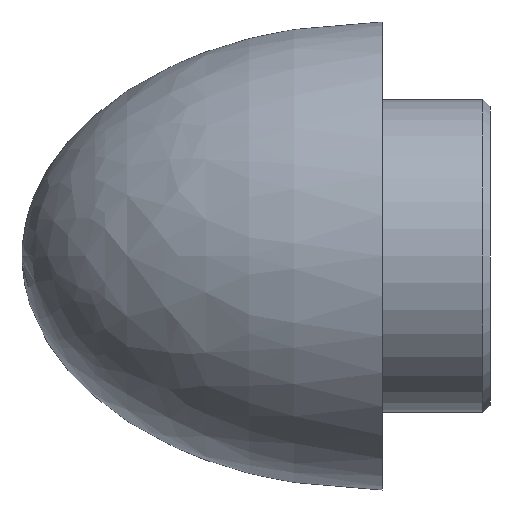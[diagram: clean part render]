
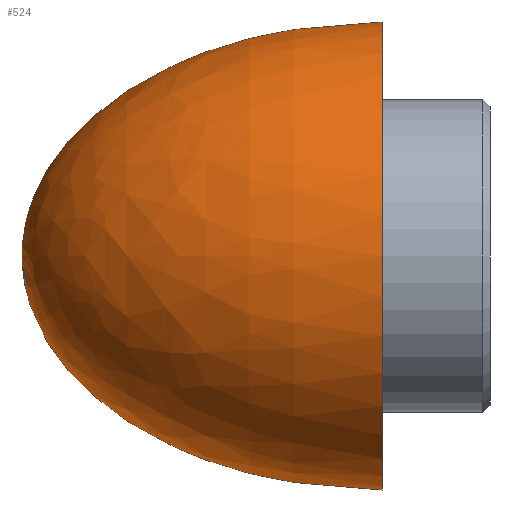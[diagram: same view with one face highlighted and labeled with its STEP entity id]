
A CAD part, left-side view. The second image highlights one B-rep face of the part: STEP entity #524.
In plain terms, the highlighted free-form (B-spline) face has degree [2, 2] with [3, 9] control points.
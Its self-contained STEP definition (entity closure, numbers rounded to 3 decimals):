
#15=ELLIPSE('',#601,50.,32.5);
#22=(
BOUNDED_SURFACE()
B_SPLINE_SURFACE(2,2,((#1549,#1550,#1551,#1552,#1553,#1554,#1555,#1556,
#1557),(#1558,#1559,#1560,#1561,#1562,#1563,#1564,#1565,#1566),(#1567,#1568,
#1569,#1570,#1571,#1572,#1573,#1574,#1575)),.UNSPECIFIED.,.F.,.T.,.F.)
B_SPLINE_SURFACE_WITH_KNOTS((3,3),(3,2,2,2,3),(-1.571,0.),(0.,
1.571,3.142,4.712,6.283),
 .UNSPECIFIED.)
GEOMETRIC_REPRESENTATION_ITEM()
RATIONAL_B_SPLINE_SURFACE(((1.,0.707,1.,0.707,1.,
0.707,1.,0.707,1.),(0.707,0.5,0.707,
0.5,0.707,0.5,0.707,0.5,0.707),(1.,
0.707,1.,0.707,1.,0.707,1.,0.707,
1.)))
REPRESENTATION_ITEM('')
SURFACE()
);
#98=FACE_OUTER_BOUND('',#134,.T.);
#134=EDGE_LOOP('',(#480,#481,#482));
#203=CIRCLE('',#602,32.5);
#249=VERTEX_POINT('',#1576);
#250=VERTEX_POINT('',#1577);
#327=EDGE_CURVE('',#249,#250,#15,.T.);
#328=EDGE_CURVE('',#249,#249,#203,.T.);
#480=ORIENTED_EDGE('',*,*,#327,.T.);
#481=ORIENTED_EDGE('',*,*,#327,.F.);
#482=ORIENTED_EDGE('',*,*,#328,.F.);
#524=ADVANCED_FACE('',(#98),#22,.T.);
#601=AXIS2_PLACEMENT_3D('',#1578,#762,#763);
#602=AXIS2_PLACEMENT_3D('',#1579,#764,#765);
#762=DIRECTION('center_axis',(0.,0.,1.));
#763=DIRECTION('ref_axis',(0.,1.,0.));
#764=DIRECTION('center_axis',(0.,-1.,0.));
#765=DIRECTION('ref_axis',(1.,0.,0.));
#1549=CARTESIAN_POINT('Ctrl Pts',(32.5,0.,0.));
#1550=CARTESIAN_POINT('Ctrl Pts',(32.5,0.,32.5));
#1551=CARTESIAN_POINT('Ctrl Pts',(0.,0.,32.5));
#1552=CARTESIAN_POINT('Ctrl Pts',(-32.5,0.,32.5));
#1553=CARTESIAN_POINT('Ctrl Pts',(-32.5,0.,0.));
#1554=CARTESIAN_POINT('Ctrl Pts',(-32.5,0.,-32.5));
#1555=CARTESIAN_POINT('Ctrl Pts',(0.,0.,-32.5));
#1556=CARTESIAN_POINT('Ctrl Pts',(32.5,0.,-32.5));
#1557=CARTESIAN_POINT('Ctrl Pts',(32.5,0.,0.));
#1558=CARTESIAN_POINT('Ctrl Pts',(32.5,50.,0.));
#1559=CARTESIAN_POINT('Ctrl Pts',(32.5,50.,32.5));
#1560=CARTESIAN_POINT('Ctrl Pts',(0.,50.,32.5));
#1561=CARTESIAN_POINT('Ctrl Pts',(-32.5,50.,32.5));
#1562=CARTESIAN_POINT('Ctrl Pts',(-32.5,50.,0.));
#1563=CARTESIAN_POINT('Ctrl Pts',(-32.5,50.,-32.5));
#1564=CARTESIAN_POINT('Ctrl Pts',(0.,50.,-32.5));
#1565=CARTESIAN_POINT('Ctrl Pts',(32.5,50.,-32.5));
#1566=CARTESIAN_POINT('Ctrl Pts',(32.5,50.,0.));
#1567=CARTESIAN_POINT('Ctrl Pts',(0.,50.,0.));
#1568=CARTESIAN_POINT('Ctrl Pts',(0.,50.,0.));
#1569=CARTESIAN_POINT('Ctrl Pts',(0.,50.,0.));
#1570=CARTESIAN_POINT('Ctrl Pts',(0.,50.,0.));
#1571=CARTESIAN_POINT('Ctrl Pts',(0.,50.,0.));
#1572=CARTESIAN_POINT('Ctrl Pts',(0.,50.,0.));
#1573=CARTESIAN_POINT('Ctrl Pts',(0.,50.,0.));
#1574=CARTESIAN_POINT('Ctrl Pts',(0.,50.,0.));
#1575=CARTESIAN_POINT('Ctrl Pts',(0.,50.,0.));
#1576=CARTESIAN_POINT('',(32.5,0.,0.));
#1577=CARTESIAN_POINT('',(0.,50.,0.));
#1578=CARTESIAN_POINT('Origin',(0.,0.,0.));
#1579=CARTESIAN_POINT('Origin',(0.,0.,0.));
